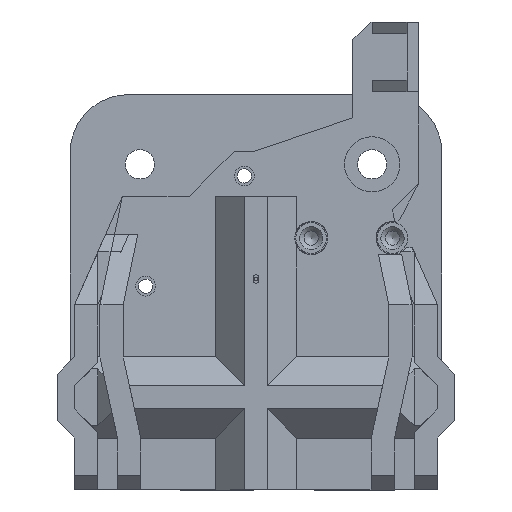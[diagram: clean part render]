
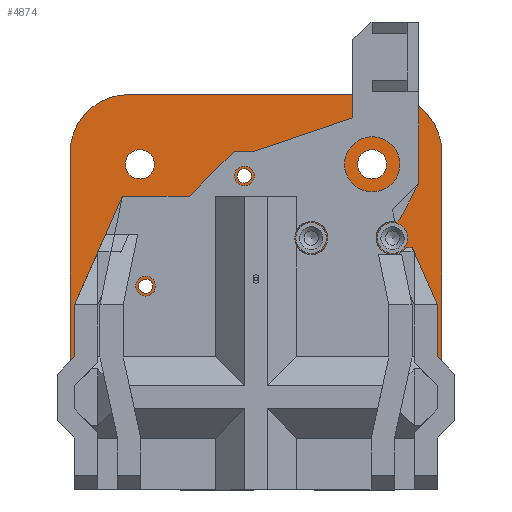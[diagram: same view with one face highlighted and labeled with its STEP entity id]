
A CAD part, front view. The second image highlights one B-rep face of the part: STEP entity #4874.
In plain terms, the highlighted planar face has unit normal (0, -1, 0).
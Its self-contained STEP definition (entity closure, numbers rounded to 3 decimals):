
#51=FACE_BOUND('',#589,.T.);
#52=FACE_BOUND('',#590,.T.);
#53=FACE_BOUND('',#591,.T.);
#54=FACE_BOUND('',#592,.T.);
#55=FACE_BOUND('',#593,.T.);
#56=FACE_BOUND('',#594,.T.);
#57=FACE_BOUND('',#595,.T.);
#120=PLANE('',#5183);
#332=FACE_OUTER_BOUND('',#588,.T.);
#588=EDGE_LOOP('',(#3458,#3459,#3460,#3461,#3462,#3463,#3464,#3465,#3466,
#3467));
#589=EDGE_LOOP('',(#3468));
#590=EDGE_LOOP('',(#3469));
#591=EDGE_LOOP('',(#3470));
#592=EDGE_LOOP('',(#3471));
#593=EDGE_LOOP('',(#3472));
#594=EDGE_LOOP('',(#3473));
#595=EDGE_LOOP('',(#3474));
#910=LINE('',#6914,#1527);
#921=LINE('',#6938,#1538);
#922=LINE('',#6941,#1539);
#923=LINE('',#6945,#1540);
#924=LINE('',#6947,#1541);
#925=LINE('',#6949,#1542);
#926=LINE('',#6953,#1543);
#1527=VECTOR('',#5579,10.);
#1538=VECTOR('',#5600,10.);
#1539=VECTOR('',#5603,10.);
#1540=VECTOR('',#5606,10.);
#1541=VECTOR('',#5607,10.);
#1542=VECTOR('',#5608,10.);
#1543=VECTOR('',#5611,10.);
#2141=CIRCLE('',#5184,12.);
#2142=CIRCLE('',#5185,10.);
#2143=CIRCLE('',#5186,10.);
#2144=CIRCLE('',#5187,2.635);
#2145=CIRCLE('',#5188,2.635);
#2146=CIRCLE('',#5189,1.23);
#2147=CIRCLE('',#5190,1.23);
#2148=CIRCLE('',#5191,3.6);
#2149=CIRCLE('',#5192,2.53);
#2150=CIRCLE('',#5193,2.53);
#2242=VERTEX_POINT('',#6911);
#2243=VERTEX_POINT('',#6913);
#2251=VERTEX_POINT('',#6936);
#2252=VERTEX_POINT('',#6940);
#2253=VERTEX_POINT('',#6942);
#2254=VERTEX_POINT('',#6944);
#2255=VERTEX_POINT('',#6946);
#2256=VERTEX_POINT('',#6948);
#2257=VERTEX_POINT('',#6950);
#2258=VERTEX_POINT('',#6952);
#2259=VERTEX_POINT('',#6955);
#2260=VERTEX_POINT('',#6957);
#2261=VERTEX_POINT('',#6959);
#2262=VERTEX_POINT('',#6961);
#2263=VERTEX_POINT('',#6963);
#2264=VERTEX_POINT('',#6965);
#2265=VERTEX_POINT('',#6967);
#2714=EDGE_CURVE('',#2243,#2242,#910,.T.);
#2727=EDGE_CURVE('',#2251,#2242,#921,.T.);
#2728=EDGE_CURVE('',#2251,#2252,#922,.T.);
#2729=EDGE_CURVE('',#2252,#2253,#2141,.T.);
#2730=EDGE_CURVE('',#2253,#2254,#923,.T.);
#2731=EDGE_CURVE('',#2255,#2254,#924,.T.);
#2732=EDGE_CURVE('',#2255,#2256,#925,.T.);
#2733=EDGE_CURVE('',#2257,#2256,#2142,.T.);
#2734=EDGE_CURVE('',#2257,#2258,#926,.T.);
#2735=EDGE_CURVE('',#2243,#2258,#2143,.T.);
#2736=EDGE_CURVE('',#2259,#2259,#2144,.T.);
#2737=EDGE_CURVE('',#2260,#2260,#2145,.T.);
#2738=EDGE_CURVE('',#2261,#2261,#2146,.T.);
#2739=EDGE_CURVE('',#2262,#2262,#2147,.T.);
#2740=EDGE_CURVE('',#2263,#2263,#2148,.T.);
#2741=EDGE_CURVE('',#2264,#2264,#2149,.T.);
#2742=EDGE_CURVE('',#2265,#2265,#2150,.T.);
#3458=ORIENTED_EDGE('',*,*,#2727,.F.);
#3459=ORIENTED_EDGE('',*,*,#2728,.T.);
#3460=ORIENTED_EDGE('',*,*,#2729,.T.);
#3461=ORIENTED_EDGE('',*,*,#2730,.T.);
#3462=ORIENTED_EDGE('',*,*,#2731,.F.);
#3463=ORIENTED_EDGE('',*,*,#2732,.T.);
#3464=ORIENTED_EDGE('',*,*,#2733,.F.);
#3465=ORIENTED_EDGE('',*,*,#2734,.T.);
#3466=ORIENTED_EDGE('',*,*,#2735,.F.);
#3467=ORIENTED_EDGE('',*,*,#2714,.T.);
#3468=ORIENTED_EDGE('',*,*,#2736,.T.);
#3469=ORIENTED_EDGE('',*,*,#2737,.T.);
#3470=ORIENTED_EDGE('',*,*,#2738,.T.);
#3471=ORIENTED_EDGE('',*,*,#2739,.T.);
#3472=ORIENTED_EDGE('',*,*,#2740,.T.);
#3473=ORIENTED_EDGE('',*,*,#2741,.T.);
#3474=ORIENTED_EDGE('',*,*,#2742,.T.);
#4874=ADVANCED_FACE('',(#332,#51,#52,#53,#54,#55,#56,#57),#120,.T.);
#5183=AXIS2_PLACEMENT_3D('',#6939,#5601,#5602);
#5184=AXIS2_PLACEMENT_3D('',#6943,#5604,#5605);
#5185=AXIS2_PLACEMENT_3D('',#6951,#5609,#5610);
#5186=AXIS2_PLACEMENT_3D('',#6954,#5612,#5613);
#5187=AXIS2_PLACEMENT_3D('',#6956,#5614,#5615);
#5188=AXIS2_PLACEMENT_3D('',#6958,#5616,#5617);
#5189=AXIS2_PLACEMENT_3D('',#6960,#5618,#5619);
#5190=AXIS2_PLACEMENT_3D('',#6962,#5620,#5621);
#5191=AXIS2_PLACEMENT_3D('',#6964,#5622,#5623);
#5192=AXIS2_PLACEMENT_3D('',#6966,#5624,#5625);
#5193=AXIS2_PLACEMENT_3D('',#6968,#5626,#5627);
#5579=DIRECTION('',(0.,0.,-1.));
#5600=DIRECTION('',(-1.,0.,0.));
#5601=DIRECTION('center_axis',(0.,-1.,0.));
#5602=DIRECTION('ref_axis',(1.,0.,0.));
#5603=DIRECTION('',(0.,0.,-1.));
#5604=DIRECTION('center_axis',(0.,-1.,0.));
#5605=DIRECTION('ref_axis',(-1.,0.,0.));
#5606=DIRECTION('',(0.,0.,1.));
#5607=DIRECTION('',(-1.,0.,0.));
#5608=DIRECTION('',(0.,0.,1.));
#5609=DIRECTION('center_axis',(0.,1.,0.));
#5610=DIRECTION('ref_axis',(0.707,0.,0.707));
#5611=DIRECTION('',(-1.,0.,0.));
#5612=DIRECTION('center_axis',(0.,1.,0.));
#5613=DIRECTION('ref_axis',(-0.707,0.,0.707));
#5614=DIRECTION('center_axis',(0.,1.,0.));
#5615=DIRECTION('ref_axis',(1.,0.,0.));
#5616=DIRECTION('center_axis',(0.,1.,0.));
#5617=DIRECTION('ref_axis',(1.,0.,0.));
#5618=DIRECTION('center_axis',(0.,1.,0.));
#5619=DIRECTION('ref_axis',(1.,0.,0.));
#5620=DIRECTION('center_axis',(0.,1.,0.));
#5621=DIRECTION('ref_axis',(1.,0.,0.));
#5622=DIRECTION('center_axis',(0.,1.,0.));
#5623=DIRECTION('ref_axis',(-1.,0.,0.));
#5624=DIRECTION('center_axis',(0.,1.,0.));
#5625=DIRECTION('ref_axis',(-1.,0.,0.));
#5626=DIRECTION('center_axis',(0.,1.,0.));
#5627=DIRECTION('ref_axis',(-1.,0.,0.));
#6911=CARTESIAN_POINT('',(348.,-17.778,-530.015));
#6913=CARTESIAN_POINT('',(348.,-17.778,-494.455));
#6914=CARTESIAN_POINT('',(348.,-17.778,-484.455));
#6936=CARTESIAN_POINT('',(368.,-17.778,-530.015));
#6938=CARTESIAN_POINT('',(364.,-17.778,-530.015));
#6939=CARTESIAN_POINT('Origin',(380.,-17.778,-516.455));
#6940=CARTESIAN_POINT('',(368.,-17.778,-536.455));
#6941=CARTESIAN_POINT('',(368.,-17.778,-532.515));
#6942=CARTESIAN_POINT('',(392.,-17.778,-536.455));
#6943=CARTESIAN_POINT('Origin',(380.,-17.778,-536.455));
#6944=CARTESIAN_POINT('',(392.,-17.778,-530.015));
#6945=CARTESIAN_POINT('',(392.,-17.778,-536.455));
#6946=CARTESIAN_POINT('',(412.,-17.778,-530.015));
#6947=CARTESIAN_POINT('',(386.,-17.778,-530.015));
#6948=CARTESIAN_POINT('',(412.,-17.778,-494.455));
#6949=CARTESIAN_POINT('',(412.,-17.778,-532.515));
#6950=CARTESIAN_POINT('',(402.,-17.778,-484.455));
#6951=CARTESIAN_POINT('Origin',(402.,-17.778,-494.455));
#6952=CARTESIAN_POINT('',(358.,-17.778,-484.455));
#6953=CARTESIAN_POINT('',(412.,-17.778,-484.455));
#6954=CARTESIAN_POINT('Origin',(358.,-17.778,-494.455));
#6955=CARTESIAN_POINT('',(400.865,-17.778,-509.155));
#6956=CARTESIAN_POINT('Origin',(403.5,-17.778,-509.155));
#6957=CARTESIAN_POINT('',(386.865,-17.778,-509.155));
#6958=CARTESIAN_POINT('Origin',(389.5,-17.778,-509.155));
#6959=CARTESIAN_POINT('',(376.771,-17.778,-498.455));
#6960=CARTESIAN_POINT('Origin',(378.,-17.778,-498.455));
#6961=CARTESIAN_POINT('',(359.771,-17.778,-517.455));
#6962=CARTESIAN_POINT('Origin',(361.,-17.778,-517.455));
#6963=CARTESIAN_POINT('',(383.6,-17.778,-536.455));
#6964=CARTESIAN_POINT('Origin',(380.,-17.778,-536.455));
#6965=CARTESIAN_POINT('',(402.53,-17.778,-496.455));
#6966=CARTESIAN_POINT('Origin',(400.,-17.778,-496.455));
#6967=CARTESIAN_POINT('',(362.53,-17.778,-496.455));
#6968=CARTESIAN_POINT('Origin',(360.,-17.778,-496.455));
